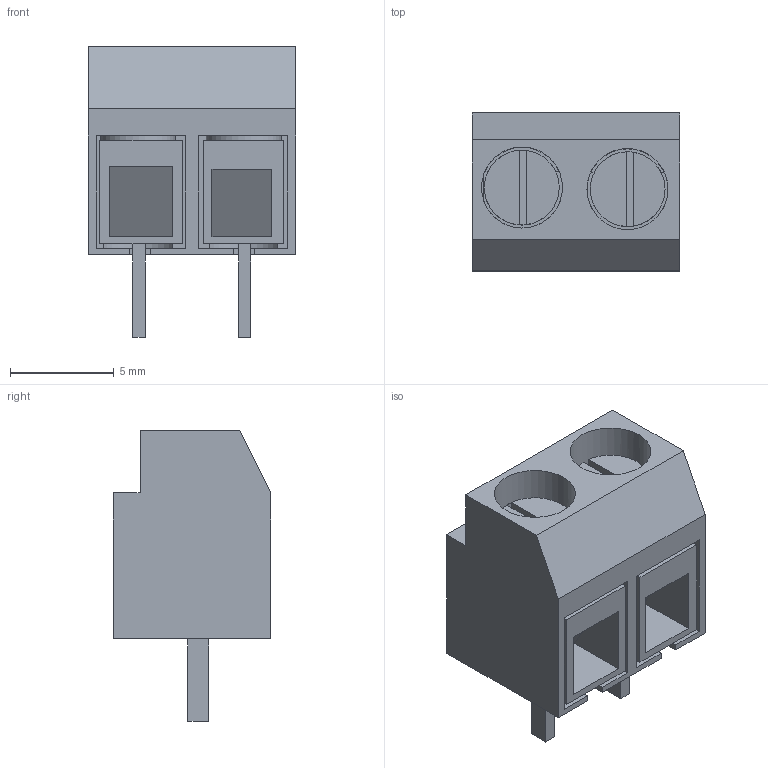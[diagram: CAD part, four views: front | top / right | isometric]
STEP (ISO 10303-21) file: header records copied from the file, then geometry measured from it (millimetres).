
FILE_DESCRIPTION(('FreeCAD Model'),'2;1');
FILE_NAME('Open CASCADE Shape Model','2022-03-11T13:01:40',('BT'),(''), 'Open CASCADE STEP processor 7.5','FreeCAD','Unknown');
FILE_SCHEMA(('AUTOMOTIVE_DESIGN { 1 0 10303 214 1 1 1 1 }'));
Length unit declared in the file: millimetre
Products named in the file (1): 2_PIN_Block
Bounding box: 10 x 7.6 x 14 mm (x, y, z)
Volume: 548.7 mm3; surface area: 1157.9 mm2
Topology: 3 solids, 3 shells, 75 faces, 197 edges, 130 vertices
Faces by surface type: plane 71, cylinder 4
Full cylindrical faces by diameter (mm): 3.6 x2, 3.9 x2
Entity records: 2852 total; most frequent: CARTESIAN_POINT 403, ORIENTED_EDGE 394, DIRECTION 371, EDGE_CURVE 197, LINE 175, VECTOR 175, VERTEX_POINT 130, AXIS2_PLACEMENT_3D 98
